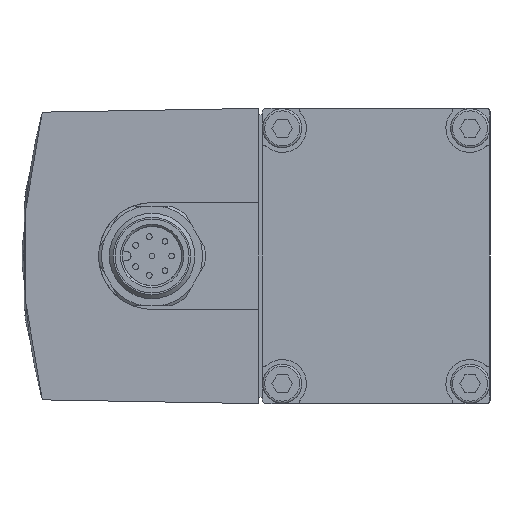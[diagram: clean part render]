
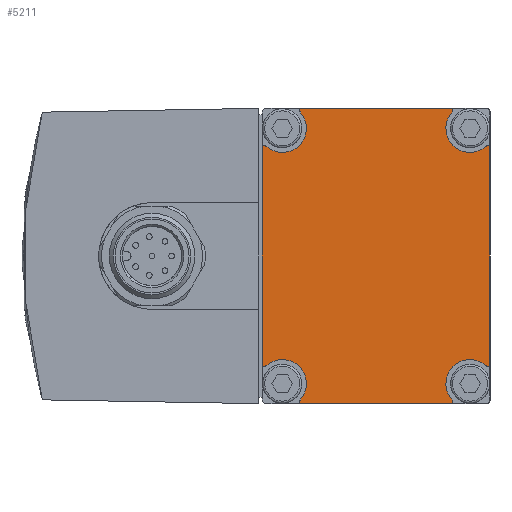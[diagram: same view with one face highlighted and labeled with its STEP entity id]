
A CAD part, left-side view. The second image highlights one B-rep face of the part: STEP entity #5211.
In plain terms, the highlighted planar face has unit normal (-1, 0, 0).
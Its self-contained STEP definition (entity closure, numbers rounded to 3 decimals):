
#50=PLANE('',#5455);
#221=LINE('',#7117,#534);
#222=LINE('',#7126,#535);
#223=LINE('',#7134,#536);
#224=LINE('',#7142,#537);
#534=VECTOR('',#5903,1000.);
#535=VECTOR('',#5910,1000.);
#536=VECTOR('',#5917,1000.);
#537=VECTOR('',#5924,1000.);
#888=CIRCLE('',#5456,0.3);
#889=CIRCLE('',#5457,3.4);
#890=CIRCLE('',#5458,0.3);
#891=CIRCLE('',#5459,0.3);
#892=CIRCLE('',#5460,3.4);
#893=CIRCLE('',#5461,0.3);
#894=CIRCLE('',#5462,0.3);
#895=CIRCLE('',#5463,3.4);
#896=CIRCLE('',#5464,0.3);
#897=CIRCLE('',#5465,0.3);
#898=CIRCLE('',#5466,3.4);
#899=CIRCLE('',#5467,0.3);
#1088=ORIENTED_EDGE('',*,*,#2113,.F.);
#1089=ORIENTED_EDGE('',*,*,#2114,.F.);
#1090=ORIENTED_EDGE('',*,*,#2115,.T.);
#1091=ORIENTED_EDGE('',*,*,#2116,.F.);
#1092=ORIENTED_EDGE('',*,*,#2117,.F.);
#1093=ORIENTED_EDGE('',*,*,#2118,.F.);
#1094=ORIENTED_EDGE('',*,*,#2119,.T.);
#1095=ORIENTED_EDGE('',*,*,#2120,.F.);
#1096=ORIENTED_EDGE('',*,*,#2121,.F.);
#1097=ORIENTED_EDGE('',*,*,#2122,.F.);
#1098=ORIENTED_EDGE('',*,*,#2123,.T.);
#1099=ORIENTED_EDGE('',*,*,#2124,.F.);
#1100=ORIENTED_EDGE('',*,*,#2125,.F.);
#1101=ORIENTED_EDGE('',*,*,#2126,.F.);
#1102=ORIENTED_EDGE('',*,*,#2127,.T.);
#1103=ORIENTED_EDGE('',*,*,#2128,.F.);
#2113=EDGE_CURVE('',#2626,#2627,#221,.T.);
#2114=EDGE_CURVE('',#2628,#2626,#888,.T.);
#2115=EDGE_CURVE('',#2628,#2629,#889,.T.);
#2116=EDGE_CURVE('',#2630,#2629,#890,.T.);
#2117=EDGE_CURVE('',#2631,#2630,#222,.T.);
#2118=EDGE_CURVE('',#2632,#2631,#891,.T.);
#2119=EDGE_CURVE('',#2632,#2633,#892,.T.);
#2120=EDGE_CURVE('',#2634,#2633,#893,.T.);
#2121=EDGE_CURVE('',#2635,#2634,#223,.T.);
#2122=EDGE_CURVE('',#2636,#2635,#894,.T.);
#2123=EDGE_CURVE('',#2636,#2637,#895,.T.);
#2124=EDGE_CURVE('',#2638,#2637,#896,.T.);
#2125=EDGE_CURVE('',#2639,#2638,#224,.T.);
#2126=EDGE_CURVE('',#2640,#2639,#897,.T.);
#2127=EDGE_CURVE('',#2640,#2641,#898,.T.);
#2128=EDGE_CURVE('',#2627,#2641,#899,.T.);
#2626=VERTEX_POINT('',#7118);
#2627=VERTEX_POINT('',#7119);
#2628=VERTEX_POINT('',#7121);
#2629=VERTEX_POINT('',#7123);
#2630=VERTEX_POINT('',#7125);
#2631=VERTEX_POINT('',#7127);
#2632=VERTEX_POINT('',#7129);
#2633=VERTEX_POINT('',#7131);
#2634=VERTEX_POINT('',#7133);
#2635=VERTEX_POINT('',#7135);
#2636=VERTEX_POINT('',#7137);
#2637=VERTEX_POINT('',#7139);
#2638=VERTEX_POINT('',#7141);
#2639=VERTEX_POINT('',#7143);
#2640=VERTEX_POINT('',#7145);
#2641=VERTEX_POINT('',#7147);
#2990=EDGE_LOOP('',(#1088,#1089,#1090,#1091,#1092,#1093,#1094,#1095,#1096,
#1097,#1098,#1099,#1100,#1101,#1102,#1103));
#3299=FACE_BOUND('',#2990,.T.);
#5211=ADVANCED_FACE('',(#3299),#50,.F.);
#5455=AXIS2_PLACEMENT_3D('',#7116,#5901,#5902);
#5456=AXIS2_PLACEMENT_3D('',#7120,#5904,#5905);
#5457=AXIS2_PLACEMENT_3D('',#7122,#5906,#5907);
#5458=AXIS2_PLACEMENT_3D('',#7124,#5908,#5909);
#5459=AXIS2_PLACEMENT_3D('',#7128,#5911,#5912);
#5460=AXIS2_PLACEMENT_3D('',#7130,#5913,#5914);
#5461=AXIS2_PLACEMENT_3D('',#7132,#5915,#5916);
#5462=AXIS2_PLACEMENT_3D('',#7136,#5918,#5919);
#5463=AXIS2_PLACEMENT_3D('',#7138,#5920,#5921);
#5464=AXIS2_PLACEMENT_3D('',#7140,#5922,#5923);
#5465=AXIS2_PLACEMENT_3D('',#7144,#5925,#5926);
#5466=AXIS2_PLACEMENT_3D('',#7146,#5927,#5928);
#5467=AXIS2_PLACEMENT_3D('',#7148,#5929,#5930);
#5901=DIRECTION('',(1.,0.,0.));
#5902=DIRECTION('',(0.,0.,-1.));
#5903=DIRECTION('',(0.,0.,1.));
#5904=DIRECTION('',(1.,0.,0.));
#5905=DIRECTION('',(0.,0.,-1.));
#5906=DIRECTION('',(1.,0.,0.));
#5907=DIRECTION('',(0.,0.,-1.));
#5908=DIRECTION('',(1.,0.,0.));
#5909=DIRECTION('',(0.,0.,-1.));
#5910=DIRECTION('',(0.,1.,0.));
#5911=DIRECTION('',(1.,0.,0.));
#5912=DIRECTION('',(0.,0.,-1.));
#5913=DIRECTION('',(1.,0.,0.));
#5914=DIRECTION('',(0.,0.,-1.));
#5915=DIRECTION('',(1.,0.,0.));
#5916=DIRECTION('',(0.,0.,-1.));
#5917=DIRECTION('',(0.,0.,-1.));
#5918=DIRECTION('',(1.,0.,0.));
#5919=DIRECTION('',(0.,0.,-1.));
#5920=DIRECTION('',(1.,0.,0.));
#5921=DIRECTION('',(0.,0.,-1.));
#5922=DIRECTION('',(1.,0.,0.));
#5923=DIRECTION('',(0.,0.,-1.));
#5924=DIRECTION('',(0.,-1.,0.));
#5925=DIRECTION('',(1.,0.,0.));
#5926=DIRECTION('',(0.,0.,-1.));
#5927=DIRECTION('',(1.,0.,0.));
#5928=DIRECTION('',(0.,0.,-1.));
#5929=DIRECTION('',(1.,0.,0.));
#5930=DIRECTION('',(0.,0.,-1.));
#7116=CARTESIAN_POINT('',(-110.4,31.5,20.25));
#7117=CARTESIAN_POINT('',(-110.4,32.,-20.25));
#7118=CARTESIAN_POINT('',(-110.4,32.,-15.222));
#7119=CARTESIAN_POINT('',(-110.4,32.,15.222));
#7120=CARTESIAN_POINT('',(-110.4,31.7,-15.222));
#7121=CARTESIAN_POINT('',(-110.4,31.497,-15.444));
#7122=CARTESIAN_POINT('',(-110.4,29.2,-17.95));
#7123=CARTESIAN_POINT('',(-110.4,26.694,-20.247));
#7124=CARTESIAN_POINT('',(-110.4,26.472,-20.45));
#7125=CARTESIAN_POINT('',(-110.4,26.472,-20.75));
#7126=CARTESIAN_POINT('',(-110.4,0.5,-20.75));
#7127=CARTESIAN_POINT('',(-110.4,5.528,-20.75));
#7128=CARTESIAN_POINT('',(-110.4,5.528,-20.45));
#7129=CARTESIAN_POINT('',(-110.4,5.306,-20.247));
#7130=CARTESIAN_POINT('',(-110.4,2.8,-17.95));
#7131=CARTESIAN_POINT('',(-110.4,0.503,-15.444));
#7132=CARTESIAN_POINT('',(-110.4,0.3,-15.222));
#7133=CARTESIAN_POINT('',(-110.4,0.,-15.222));
#7134=CARTESIAN_POINT('',(-110.4,0.,20.25));
#7135=CARTESIAN_POINT('',(-110.4,0.,15.222));
#7136=CARTESIAN_POINT('',(-110.4,0.3,15.222));
#7137=CARTESIAN_POINT('',(-110.4,0.503,15.444));
#7138=CARTESIAN_POINT('',(-110.4,2.8,17.95));
#7139=CARTESIAN_POINT('',(-110.4,5.306,20.247));
#7140=CARTESIAN_POINT('',(-110.4,5.528,20.45));
#7141=CARTESIAN_POINT('',(-110.4,5.528,20.75));
#7142=CARTESIAN_POINT('',(-110.4,31.5,20.75));
#7143=CARTESIAN_POINT('',(-110.4,26.472,20.75));
#7144=CARTESIAN_POINT('',(-110.4,26.472,20.45));
#7145=CARTESIAN_POINT('',(-110.4,26.694,20.247));
#7146=CARTESIAN_POINT('',(-110.4,29.2,17.95));
#7147=CARTESIAN_POINT('',(-110.4,31.497,15.444));
#7148=CARTESIAN_POINT('',(-110.4,31.7,15.222));
